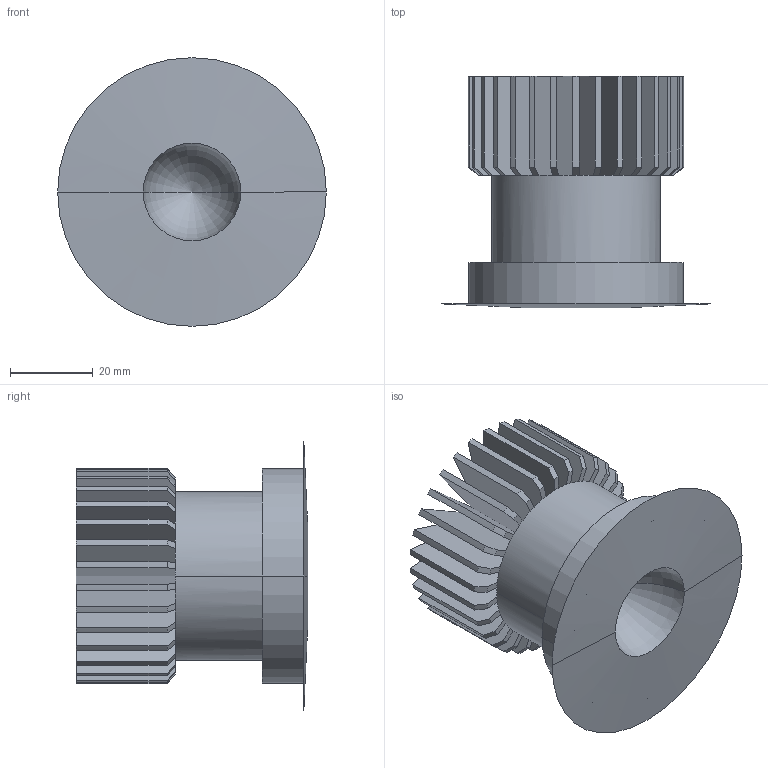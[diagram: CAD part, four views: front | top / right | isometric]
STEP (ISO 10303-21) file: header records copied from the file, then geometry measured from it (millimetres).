
FILE_DESCRIPTION (( 'STEP AP214' ), '1' );
FILE_NAME ('Quo 7 áåç äðàéâåðà.STEP', '2018-07-09T06:26:19', ( '' ), ( '' ), 'SwSTEP 2.0', 'SolidWorks 2013', '' );
FILE_SCHEMA (( 'AUTOMOTIVE_DESIGN' ));
Length unit declared in the file: millimetre
Products named in the file (1): Quo 7 áåç äðàéâåðà
Bounding box: 65 x 56 x 65 mm (x, y, z)
Volume: 70801.8 mm3; surface area: 40141.2 mm2
Topology: 1 solids, 1 shells, 191 faces, 502 edges, 313 vertices
Faces by surface type: plane 123, cylinder 34, cone 32, torus 2
Entity records: 8025 total; most frequent: CARTESIAN_POINT 1185, ORIENTED_EDGE 1000, DIRECTION 988, EDGE_CURVE 500, AXIS2_PLACEMENT_3D 356, VERTEX_POINT 313, VECTOR 276, LINE 276
